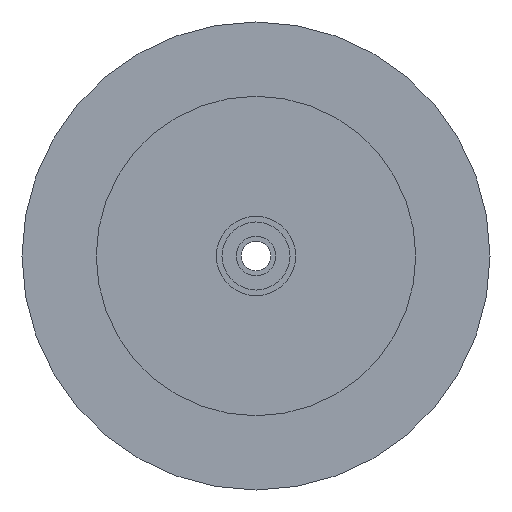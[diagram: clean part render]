
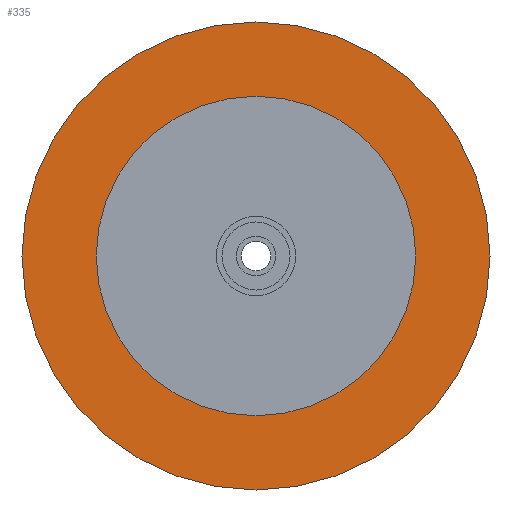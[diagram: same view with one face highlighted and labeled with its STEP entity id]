
A CAD part, front view. The second image highlights one B-rep face of the part: STEP entity #335.
In plain terms, the highlighted planar face has unit normal (0, -1, 0).
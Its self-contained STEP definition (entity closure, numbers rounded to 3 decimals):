
#57=FACE_BOUND('',#119,.T.);
#67=PLANE('',#494);
#88=FACE_OUTER_BOUND('',#118,.T.);
#118=EDGE_LOOP('',(#301,#302));
#119=EDGE_LOOP('',(#303,#304));
#160=CIRCLE('',#482,37.5);
#161=CIRCLE('',#483,37.5);
#166=CIRCLE('',#492,25.6);
#167=CIRCLE('',#493,25.6);
#186=VERTEX_POINT('',#693);
#187=VERTEX_POINT('',#695);
#192=VERTEX_POINT('',#711);
#193=VERTEX_POINT('',#713);
#221=EDGE_CURVE('',#186,#187,#160,.T.);
#222=EDGE_CURVE('',#187,#186,#161,.T.);
#229=EDGE_CURVE('',#193,#192,#166,.T.);
#230=EDGE_CURVE('',#192,#193,#167,.T.);
#301=ORIENTED_EDGE('',*,*,#222,.F.);
#302=ORIENTED_EDGE('',*,*,#221,.F.);
#303=ORIENTED_EDGE('',*,*,#229,.T.);
#304=ORIENTED_EDGE('',*,*,#230,.T.);
#335=ADVANCED_FACE('',(#88,#57),#67,.T.);
#482=AXIS2_PLACEMENT_3D('',#696,#592,#593);
#483=AXIS2_PLACEMENT_3D('',#697,#594,#595);
#492=AXIS2_PLACEMENT_3D('',#714,#614,#615);
#493=AXIS2_PLACEMENT_3D('',#715,#616,#617);
#494=AXIS2_PLACEMENT_3D('',#716,#618,#619);
#592=DIRECTION('center_axis',(0.,1.,0.));
#593=DIRECTION('ref_axis',(1.,0.,0.));
#594=DIRECTION('center_axis',(0.,1.,0.));
#595=DIRECTION('ref_axis',(1.,0.,0.));
#614=DIRECTION('center_axis',(0.,1.,0.));
#615=DIRECTION('ref_axis',(1.,0.,0.));
#616=DIRECTION('center_axis',(0.,1.,0.));
#617=DIRECTION('ref_axis',(1.,0.,0.));
#618=DIRECTION('center_axis',(0.,-1.,0.));
#619=DIRECTION('ref_axis',(0.,0.,-1.));
#693=CARTESIAN_POINT('',(37.5,0.,0.));
#695=CARTESIAN_POINT('',(-37.5,0.,0.));
#696=CARTESIAN_POINT('Origin',(0.,0.,
0.));
#697=CARTESIAN_POINT('Origin',(0.,0.,
0.));
#711=CARTESIAN_POINT('',(25.6,0.,0.));
#713=CARTESIAN_POINT('',(-25.6,0.,0.));
#714=CARTESIAN_POINT('Origin',(0.,0.,
0.));
#715=CARTESIAN_POINT('Origin',(0.,0.,
0.));
#716=CARTESIAN_POINT('Origin',(-37.5,0.,0.));
